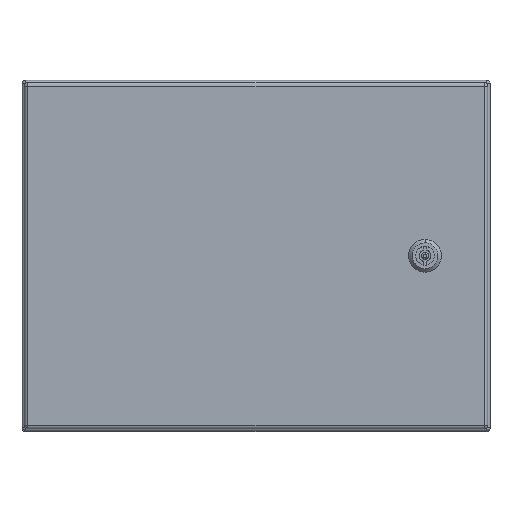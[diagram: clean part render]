
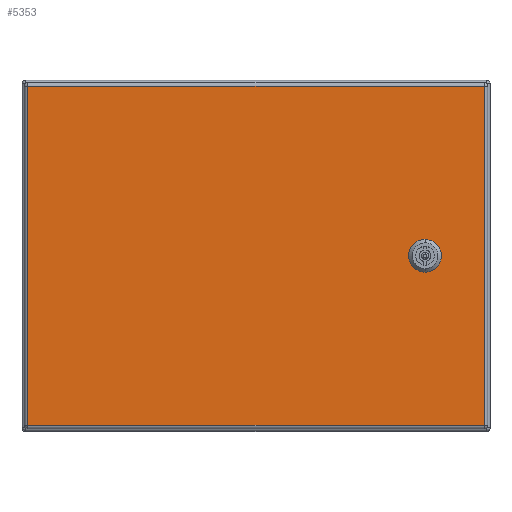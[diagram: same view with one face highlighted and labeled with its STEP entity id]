
A CAD part, top view. The second image highlights one B-rep face of the part: STEP entity #5353.
In plain terms, the highlighted planar face has unit normal (0, 0, 1).
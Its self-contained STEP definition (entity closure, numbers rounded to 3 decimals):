
#5266=AXIS2_PLACEMENT_3D('Plane Axis2P3D',#5263,#5264,#5265) ;
#5016=CARTESIAN_POINT('Vertex',(5.,5.,200.)) ;
#5019=CARTESIAN_POINT('Line Origine',(5.,150.,200.)) ;
#5023=CARTESIAN_POINT('Vertex',(5.,295.,200.)) ;
#5263=CARTESIAN_POINT('Axis2P3D Location',(200.,150.,200.)) ;
#5268=CARTESIAN_POINT('Line Origine',(395.,150.,200.)) ;
#5272=CARTESIAN_POINT('Vertex',(395.,5.,200.)) ;
#5274=CARTESIAN_POINT('Vertex',(395.,295.,200.)) ;
#5277=CARTESIAN_POINT('Line Origine',(200.,295.,200.)) ;
#5282=CARTESIAN_POINT('Line Origine',(200.,5.,200.)) ;
#5294=CARTESIAN_POINT('Control Point',(333.401,158.116,200.)) ;
#5295=CARTESIAN_POINT('Control Point',(334.152,159.143,200.)) ;
#5296=CARTESIAN_POINT('Control Point',(335.021,160.083,200.)) ;
#5297=CARTESIAN_POINT('Control Point',(335.996,160.917,200.)) ;
#5298=CARTESIAN_POINT('Control Point',(338.12,162.346,200.)) ;
#5299=CARTESIAN_POINT('Control Point',(340.514,163.252,200.)) ;
#5300=CARTESIAN_POINT('Control Point',(341.759,163.565,200.)) ;
#5301=CARTESIAN_POINT('Control Point',(344.298,163.896,200.)) ;
#5302=CARTESIAN_POINT('Control Point',(346.845,163.639,200.)) ;
#5303=CARTESIAN_POINT('Control Point',(348.098,163.363,200.)) ;
#5304=CARTESIAN_POINT('Control Point',(350.518,162.527,200.)) ;
#5305=CARTESIAN_POINT('Control Point',(352.683,161.16,200.)) ;
#5306=CARTESIAN_POINT('Control Point',(353.681,160.354,200.)) ;
#5307=CARTESIAN_POINT('Control Point',(355.474,158.527,200.)) ;
#5308=CARTESIAN_POINT('Control Point',(356.802,156.338,200.)) ;
#5309=CARTESIAN_POINT('Control Point',(357.336,155.171,200.)) ;
#5310=CARTESIAN_POINT('Control Point',(358.125,152.736,200.)) ;
#5311=CARTESIAN_POINT('Control Point',(358.337,150.184,200.)) ;
#5312=CARTESIAN_POINT('Control Point',(358.295,148.902,200.)) ;
#5313=CARTESIAN_POINT('Control Point',(357.954,146.631,200.)) ;
#5314=CARTESIAN_POINT('Control Point',(357.156,144.484,200.)) ;
#5315=CARTESIAN_POINT('Control Point',(356.716,143.568,200.)) ;
#5316=CARTESIAN_POINT('Control Point',(356.195,142.699,200.)) ;
#5317=CARTESIAN_POINT('Control Point',(355.599,141.884,200.)) ;
#5318=CARTESIAN_POINT('Vertex',(355.599,141.884,200.)) ;
#5320=CARTESIAN_POINT('Vertex',(333.401,158.116,200.)) ;
#5324=CARTESIAN_POINT('Control Point',(355.599,141.884,200.)) ;
#5325=CARTESIAN_POINT('Control Point',(354.848,140.857,200.)) ;
#5326=CARTESIAN_POINT('Control Point',(353.979,139.917,200.)) ;
#5327=CARTESIAN_POINT('Control Point',(353.004,139.083,200.)) ;
#5328=CARTESIAN_POINT('Control Point',(350.88,137.654,200.)) ;
#5329=CARTESIAN_POINT('Control Point',(348.486,136.748,200.)) ;
#5330=CARTESIAN_POINT('Control Point',(347.241,136.435,200.)) ;
#5331=CARTESIAN_POINT('Control Point',(344.702,136.104,200.)) ;
#5332=CARTESIAN_POINT('Control Point',(342.155,136.361,200.)) ;
#5333=CARTESIAN_POINT('Control Point',(340.902,136.637,200.)) ;
#5334=CARTESIAN_POINT('Control Point',(338.482,137.473,200.)) ;
#5335=CARTESIAN_POINT('Control Point',(336.317,138.84,200.)) ;
#5336=CARTESIAN_POINT('Control Point',(335.319,139.646,200.)) ;
#5337=CARTESIAN_POINT('Control Point',(333.526,141.473,200.)) ;
#5338=CARTESIAN_POINT('Control Point',(332.198,143.662,200.)) ;
#5339=CARTESIAN_POINT('Control Point',(331.664,144.829,200.)) ;
#5340=CARTESIAN_POINT('Control Point',(330.875,147.264,200.)) ;
#5341=CARTESIAN_POINT('Control Point',(330.663,149.816,200.)) ;
#5342=CARTESIAN_POINT('Control Point',(330.705,151.098,200.)) ;
#5343=CARTESIAN_POINT('Control Point',(331.046,153.369,200.)) ;
#5344=CARTESIAN_POINT('Control Point',(331.844,155.516,200.)) ;
#5345=CARTESIAN_POINT('Control Point',(332.284,156.432,200.)) ;
#5346=CARTESIAN_POINT('Control Point',(332.805,157.301,200.)) ;
#5347=CARTESIAN_POINT('Control Point',(333.401,158.116,200.)) ;
#5020=DIRECTION('Vector Direction',(0.,1.,0.)) ;
#5264=DIRECTION('Axis2P3D Direction',(0.,0.,1.)) ;
#5265=DIRECTION('Axis2P3D XDirection',(1.,0.,0.)) ;
#5269=DIRECTION('Vector Direction',(0.,1.,0.)) ;
#5278=DIRECTION('Vector Direction',(-1.,0.,0.)) ;
#5283=DIRECTION('Vector Direction',(1.,0.,0.)) ;
#5021=VECTOR('Line Direction',#5020,1.) ;
#5270=VECTOR('Line Direction',#5269,1.) ;
#5279=VECTOR('Line Direction',#5278,1.) ;
#5284=VECTOR('Line Direction',#5283,1.) ;
#5288=ORIENTED_EDGE('',*,*,#5276,.T.) ;
#5289=ORIENTED_EDGE('',*,*,#5281,.T.) ;
#5290=ORIENTED_EDGE('',*,*,#5025,.T.) ;
#5291=ORIENTED_EDGE('',*,*,#5286,.T.) ;
#5350=ORIENTED_EDGE('',*,*,#5322,.F.) ;
#5351=ORIENTED_EDGE('',*,*,#5348,.F.) ;
#5352=FACE_BOUND('',#5349,.T.) ;
#5353=ADVANCED_FACE('Hauptk\X2\00F6\X0\rper',(#5292,#5352),#5267,.T.) ;
#5293=B_SPLINE_CURVE_WITH_KNOTS('',5,(#5294,#5295,#5296,#5297,#5298,#5299,#5300,#5301,#5302,#5303,#5304,#5305,#5306,#5307,#5308,#5309,#5310,#5311,#5312,#5313,#5314,#5315,#5316,#5317),.UNSPECIFIED.,.F.,.U.,(6,3,3,3,3,3,3,6),(0.,8.992,17.983,26.975,35.966,44.958,53.95,61.089),.UNSPECIFIED.) ;
#5323=B_SPLINE_CURVE_WITH_KNOTS('',5,(#5324,#5325,#5326,#5327,#5328,#5329,#5330,#5331,#5332,#5333,#5334,#5335,#5336,#5337,#5338,#5339,#5340,#5341,#5342,#5343,#5344,#5345,#5346,#5347),.UNSPECIFIED.,.F.,.U.,(6,3,3,3,3,3,3,6),(0.,8.992,17.983,26.975,35.966,44.958,53.95,61.089),.UNSPECIFIED.) ;
#5025=EDGE_CURVE('',#5024,#5017,#5022,.F.) ;
#5276=EDGE_CURVE('',#5273,#5275,#5271,.T.) ;
#5281=EDGE_CURVE('',#5275,#5024,#5280,.T.) ;
#5286=EDGE_CURVE('',#5017,#5273,#5285,.T.) ;
#5322=EDGE_CURVE('',#5319,#5321,#5293,.F.) ;
#5348=EDGE_CURVE('',#5321,#5319,#5323,.F.) ;
#5287=EDGE_LOOP('',(#5288,#5289,#5290,#5291)) ;
#5349=EDGE_LOOP('',(#5350,#5351)) ;
#5292=FACE_OUTER_BOUND('',#5287,.T.) ;
#5022=LINE('Line',#5019,#5021) ;
#5271=LINE('Line',#5268,#5270) ;
#5280=LINE('Line',#5277,#5279) ;
#5285=LINE('Line',#5282,#5284) ;
#5267=PLANE('',#5266) ;
#5017=VERTEX_POINT('',#5016) ;
#5024=VERTEX_POINT('',#5023) ;
#5273=VERTEX_POINT('',#5272) ;
#5275=VERTEX_POINT('',#5274) ;
#5319=VERTEX_POINT('',#5318) ;
#5321=VERTEX_POINT('',#5320) ;
